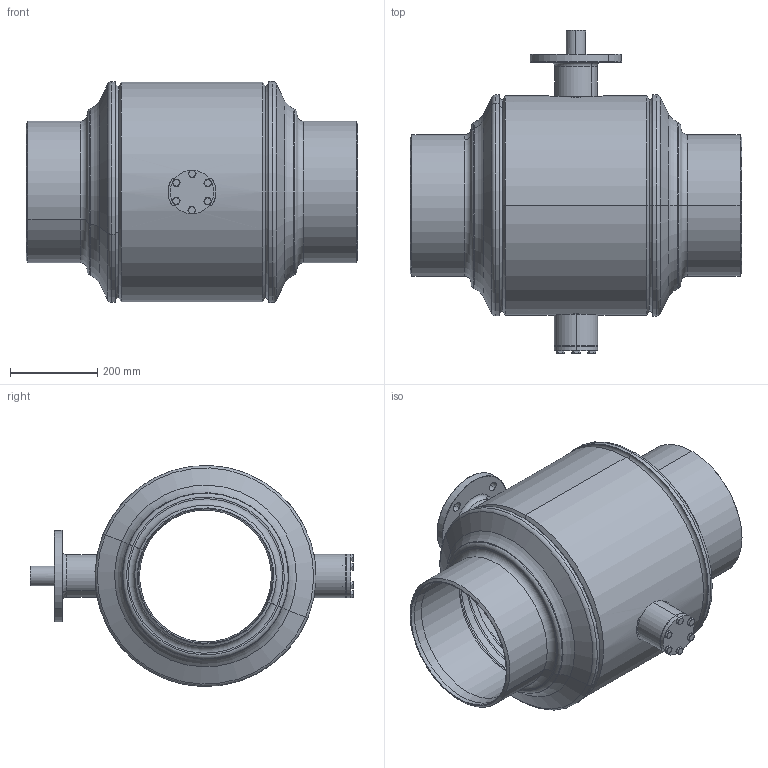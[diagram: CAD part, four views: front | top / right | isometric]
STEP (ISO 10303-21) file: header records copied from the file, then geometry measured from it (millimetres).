
FILE_DESCRIPTION (( 'STEP AP214' ), '1' );
FILE_NAME ('通径DN300焊接球阀-蜗轮盘.STEP', '2026-02-03T00:44:20', ( '' ), ( '' ), 'SwSTEP 2.0', 'SolidWorks 2022', '' );
FILE_SCHEMA (( 'AUTOMOTIVE_DESIGN' ));
Length unit declared in the file: millimetre
Products named in the file (8): DN350-450苤粣杶; DN350-概极 笢弊; 揤裔1; hexagon head bolts-full thread gb2_GB_FASTENER_BOLT_STBAB A M10X20-N; Q61F-350-7粣杶珨; Q61F-350-3概裝; 通径DN300焊接球阀-蜗轮盘; 籵噤300晚概极
Assembly tree (13 placements, depth 2):
  通径DN300焊接球阀-蜗轮盘
    DN350-概极 笢弊
    揤裔1
    Q61F-350-7粣杶珨
    hexagon head bolts-full thread gb2_GB_FASTENER_BOLT_STBAB A M10X20-N  x6
    DN350-450苤粣杶
    籵噤300晚概极  x2
    Q61F-350-3概裝
Bounding box: 762 x 742.08 x 508 mm (x, y, z)
Volume: 23668176.8 mm3; surface area: 2711781.2 mm2
Topology: 13 solids, 13 shells, 633 faces, 1435 edges, 908 vertices
Faces by surface type: plane 266, cylinder 229, cone 112, torus 26
Entity records: 12377 total; most frequent: CARTESIAN_POINT 2522, DIRECTION 2115, ORIENTED_EDGE 1782, EDGE_CURVE 891, AXIS2_PLACEMENT_3D 855, VERTEX_POINT 574, EDGE_LOOP 485, CIRCLE 447
